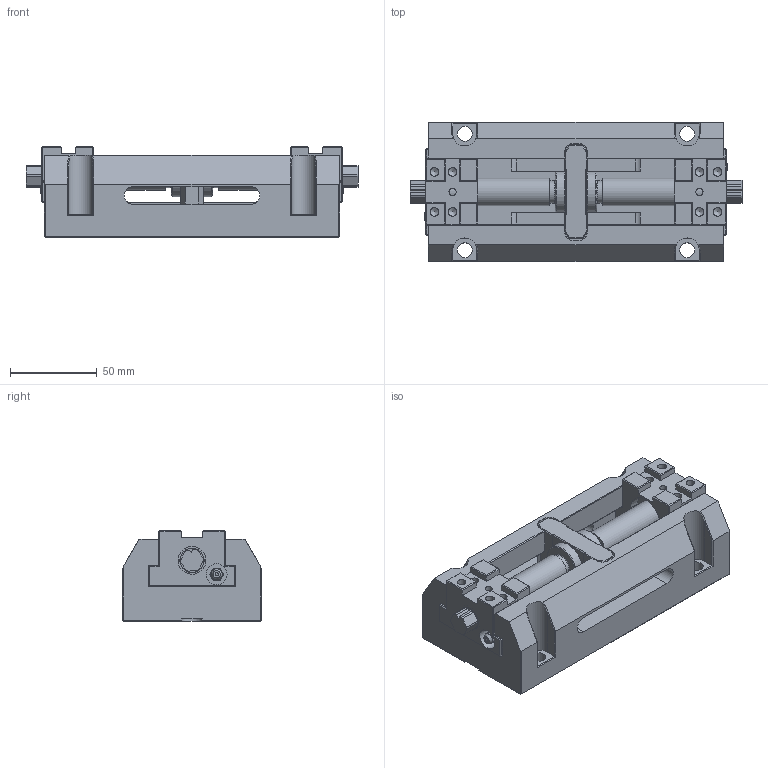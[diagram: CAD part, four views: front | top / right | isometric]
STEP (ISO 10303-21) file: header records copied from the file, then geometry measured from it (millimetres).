
FILE_DESCRIPTION(/* description */ (''),/* implementation_level */ '2;1');
FILE_NAME(/* name */ 'MZS 70-2.stp',/* time_stamp */ '2021-05-31T11:51:14+02:00',/* author */ ('Emilio'),/* organization */ (''),/* preprocessor_version */ 'ST-DEVELOPER v17.2',/* originating_system */ 'Autodesk Inventor 2019',/* authorisation */ '');
FILE_SCHEMA (('AUTOMOTIVE_DESIGN { 1 0 10303 214 3 1 1 }'));
Length unit declared in the file: millimetre
Products named in the file (7): MZS 70-2; MZS-70-2 CORPO; MZS-70-TASSELLO-31803.04; MZS-70-2 VITE; MZS-70-GRIFFADX-31803.02; ISO 4762 - M6 x 20ISO; din_71412_a_m6_x_0_75_7er_6kt
Assembly tree (9 placements, depth 2):
  MZS 70-2
    MZS-70-2 CORPO
    MZS-70-TASSELLO-31803.04
    MZS-70-2 VITE
    MZS-70-GRIFFADX-31803.02  x2
    ISO 4762 - M6 x 20ISO  x2
    din_71412_a_m6_x_0_75_7er_6kt  x2
Bounding box: 191 x 80 x 52 mm (x, y, z)
Volume: 466336 mm3; surface area: 107923.8 mm2
Topology: 9 solids, 9 shells, 632 faces, 1724 edges, 1119 vertices
Faces by surface type: plane 433, cylinder 128, cone 41, bspline 18, torus 10, sphere 2
Full cylindrical faces by diameter (mm): 2 x4, 2.2 x4, 3.4 x2, 4.134 x4, 4.917 x12, 6 x4, 6.5 x2, 8 x2, 8.376 x1, 8.5 x4, 10 x2, 10.5 x2, 12 x2, 13.2 x2, 13.835 x4, 14 x1, 16 x2, 17.5 x2, 23.5 x2, 25 x1
Entity records: 15246 total; most frequent: CARTESIAN_POINT 3198, ORIENTED_EDGE 2476, DIRECTION 2411, EDGE_CURVE 1238, LINE 879, VECTOR 879, VERTEX_POINT 812, AXIS2_PLACEMENT_3D 766
